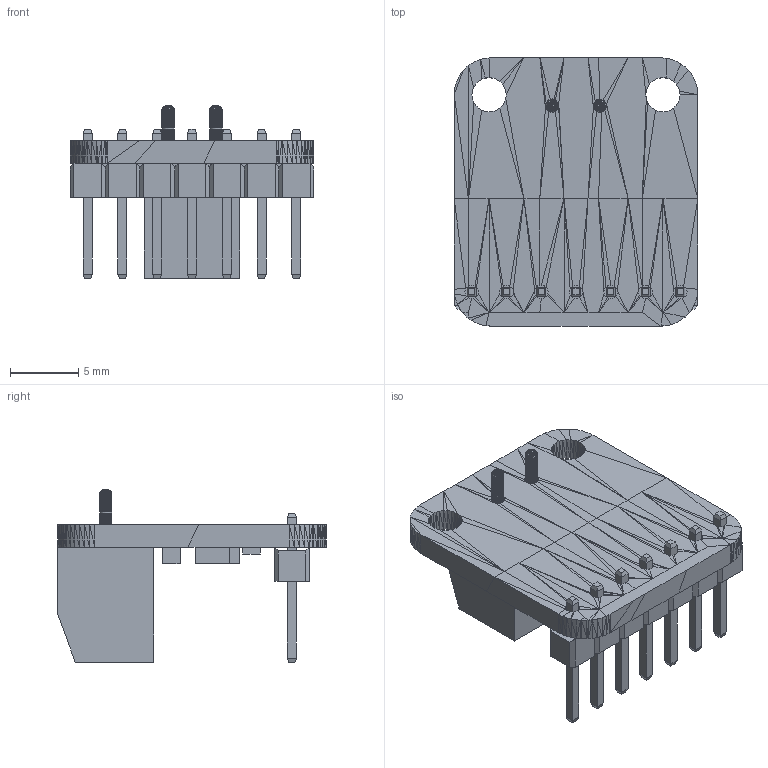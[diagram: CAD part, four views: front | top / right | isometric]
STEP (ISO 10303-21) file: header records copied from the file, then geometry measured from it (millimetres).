
FILE_DESCRIPTION(('HOOPS Exchange Step'),'2;1');
FILE_NAME('d3c5f93d964bb471019845d4821cc33e20221206-1-ekbpa2.SLDASM.step','2022-12-06T17:38:28+00:00',('root'),('Unknown organisation'),'HOOPS Exchange 2021.0','HOOPS Exchange','Unknown authorisation');
FILE_SCHEMA( ('AUTOMOTIVE_DESIGN { 1 0 10303 214 1 1 1 1 }') );
Length unit declared in the file: millimetre
Products named in the file (5): max98357a adafruit-1; Header-1; 2-Pin-connector-1; Default; d3c5f93d964bb471019845d4821cc33e20221206-1-ekbpa2
Assembly tree (4 placements, depth 3):
  d3c5f93d964bb471019845d4821cc33e20221206-1-ekbpa2
    Default
      max98357a adafruit-1
      Header-1
      2-Pin-connector-1
Bounding box: 17.8 x 19.6 x 12.6 mm (x, y, z)
Surface area: 1782.2 mm2 (no closed solid volume)
Topology: 0 solids, 9 shells, 2753 faces, 4969 edges, 2183 vertices
Faces by surface type: plane 2753
Entity records: 26765 total; most frequent: DIRECTION 5524, CARTESIAN_POINT 4945, AXIS2_PLACEMENT_3D 2762, PLANE 2753, POLY_LOOP 2753, FACE_OUTER_BOUND 2753, FACE_SURFACE 2753, OVER_RIDING_STYLED_ITEM 2371
